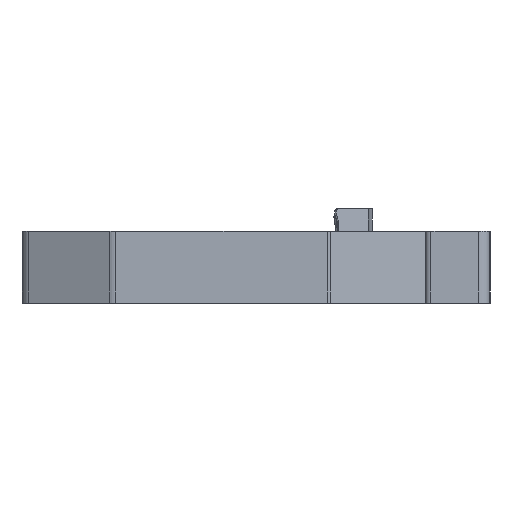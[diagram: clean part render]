
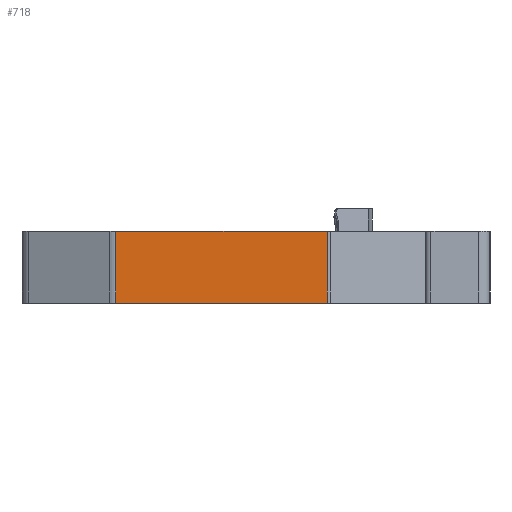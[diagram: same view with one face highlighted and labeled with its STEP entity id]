
A CAD part, left-side view. The second image highlights one B-rep face of the part: STEP entity #718.
In plain terms, the highlighted planar face has unit normal (-1, 0, 0).
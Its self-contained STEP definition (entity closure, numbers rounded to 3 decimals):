
#718=ADVANCED_FACE('',(#1184),#943,.T.);
#943=PLANE('',#6354);
#1184=FACE_OUTER_BOUND('',#1488,.T.);
#1488=EDGE_LOOP('',(#2650,#2651,#2652,#2653));
#2650=ORIENTED_EDGE('',*,*,#4084,.T.);
#2651=ORIENTED_EDGE('',*,*,#4586,.F.);
#2652=ORIENTED_EDGE('',*,*,#4283,.F.);
#2653=ORIENTED_EDGE('',*,*,#4585,.F.);
#3492=VERTEX_POINT('',#8555);
#3493=VERTEX_POINT('',#8557);
#3678=VERTEX_POINT('',#8998);
#3679=VERTEX_POINT('',#9000);
#4084=EDGE_CURVE('',#3493,#3492,#4921,.T.);
#4283=EDGE_CURVE('',#3678,#3679,#5022,.T.);
#4585=EDGE_CURVE('',#3493,#3678,#5208,.T.);
#4586=EDGE_CURVE('',#3679,#3492,#5209,.T.);
#4921=LINE('',#8556,#5489);
#5022=LINE('',#8999,#5590);
#5208=LINE('',#10036,#5776);
#5209=LINE('',#10038,#5777);
#5489=VECTOR('',#6652,1.);
#5590=VECTOR('',#6953,1.);
#5776=VECTOR('',#7543,1.);
#5777=VECTOR('',#7546,1.);
#6354=AXIS2_PLACEMENT_3D('',#10039,#7547,#7548);
#6652=DIRECTION('',(0.,1.,0.));
#6953=DIRECTION('',(0.,1.,0.));
#7543=DIRECTION('',(0.,0.,-1.));
#7546=DIRECTION('',(0.,0.,1.));
#7547=DIRECTION('',(-1.,0.,0.));
#7548=DIRECTION('',(0.,-1.,0.));
#8555=CARTESIAN_POINT('',(-32.2,9.736,5.));
#8556=CARTESIAN_POINT('',(-32.2,-4.944,5.));
#8557=CARTESIAN_POINT('',(-32.2,-4.944,5.));
#8998=CARTESIAN_POINT('',(-32.2,-4.944,0.));
#8999=CARTESIAN_POINT('',(-32.2,-4.944,0.));
#9000=CARTESIAN_POINT('',(-32.2,9.736,0.));
#10036=CARTESIAN_POINT('',(-32.2,-4.944,5.));
#10038=CARTESIAN_POINT('',(-32.2,9.736,0.));
#10039=CARTESIAN_POINT('',(-32.2,9.736,0.));
